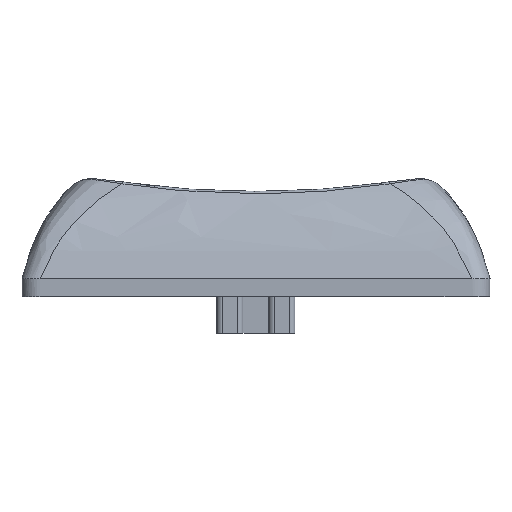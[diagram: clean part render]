
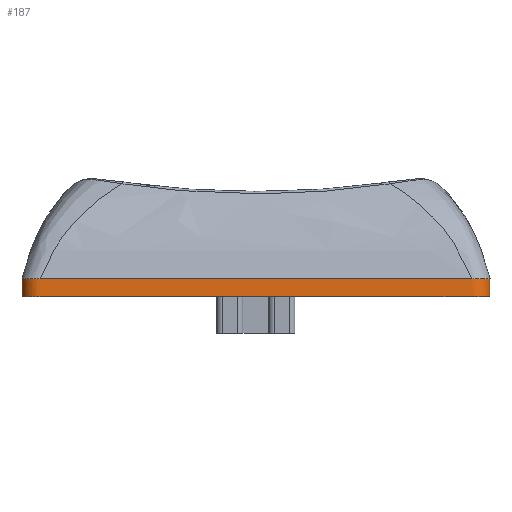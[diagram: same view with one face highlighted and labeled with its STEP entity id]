
A CAD part, left-side view. The second image highlights one B-rep face of the part: STEP entity #187.
In plain terms, the highlighted free-form (B-spline) face has degree [1, 2] with [2, 9] control points.
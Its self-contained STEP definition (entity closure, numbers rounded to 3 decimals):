
#187=ADVANCED_FACE('',(#359),#2594,.T.);
#359=FACE_OUTER_BOUND('',#534,.T.);
#534=EDGE_LOOP('',(#1400,#1401,#1402,#1403,#1404,#1405,#1406));
#1400=ORIENTED_EDGE('',*,*,#1848,.F.);
#1401=ORIENTED_EDGE('',*,*,#1654,.T.);
#1402=ORIENTED_EDGE('',*,*,#1655,.T.);
#1403=ORIENTED_EDGE('',*,*,#1682,.T.);
#1404=ORIENTED_EDGE('',*,*,#1683,.T.);
#1405=ORIENTED_EDGE('',*,*,#1684,.T.);
#1406=ORIENTED_EDGE('',*,*,#1849,.F.);
#1654=EDGE_CURVE('',#2420,#2421,#1949,.T.);
#1655=EDGE_CURVE('',#2421,#2447,#1950,.T.);
#1682=EDGE_CURVE('',#2447,#2448,#1977,.T.);
#1683=EDGE_CURVE('',#2448,#2449,#1978,.T.);
#1684=EDGE_CURVE('',#2449,#2450,#1979,.T.);
#1848=EDGE_CURVE('',#2420,#2562,#2013,.T.);
#1849=EDGE_CURVE('',#2562,#2450,#2014,.T.);
#1949=(
BOUNDED_CURVE()
B_SPLINE_CURVE(1,(#7055,#7056),.UNSPECIFIED.,.F.,.F.)
B_SPLINE_CURVE_WITH_KNOTS((2,2),(0.,0.7),.UNSPECIFIED.)
CURVE()
GEOMETRIC_REPRESENTATION_ITEM()
RATIONAL_B_SPLINE_CURVE((1.,1.))
REPRESENTATION_ITEM('')
);
#1950=(
BOUNDED_CURVE()
B_SPLINE_CURVE(2,(#7057,#7058,#7059),.UNSPECIFIED.,.F.,.F.)
B_SPLINE_CURVE_WITH_KNOTS((3,3),(0.,1.1),.UNSPECIFIED.)
CURVE()
GEOMETRIC_REPRESENTATION_ITEM()
RATIONAL_B_SPLINE_CURVE((1.,0.707,1.))
REPRESENTATION_ITEM('')
);
#1977=(
BOUNDED_CURVE()
B_SPLINE_CURVE(2,(#7266,#7267,#7268),.UNSPECIFIED.,.F.,.F.)
B_SPLINE_CURVE_WITH_KNOTS((3,3),(1.1,17.7),
 .UNSPECIFIED.)
CURVE()
GEOMETRIC_REPRESENTATION_ITEM()
RATIONAL_B_SPLINE_CURVE((1.,1.,1.))
REPRESENTATION_ITEM('')
);
#1978=(
BOUNDED_CURVE()
B_SPLINE_CURVE(2,(#7269,#7270,#7271),.UNSPECIFIED.,.F.,.F.)
B_SPLINE_CURVE_WITH_KNOTS((3,3),(17.7,18.799),
 .UNSPECIFIED.)
CURVE()
GEOMETRIC_REPRESENTATION_ITEM()
RATIONAL_B_SPLINE_CURVE((1.,0.707,1.))
REPRESENTATION_ITEM('')
);
#1979=(
BOUNDED_CURVE()
B_SPLINE_CURVE(2,(#7272,#7273,#7274),.UNSPECIFIED.,.F.,.F.)
B_SPLINE_CURVE_WITH_KNOTS((3,3),(18.799,35.399),
 .UNSPECIFIED.)
CURVE()
GEOMETRIC_REPRESENTATION_ITEM()
RATIONAL_B_SPLINE_CURVE((1.,1.,1.))
REPRESENTATION_ITEM('')
);
#2013=(
BOUNDED_CURVE()
B_SPLINE_CURVE(2,(#8381,#8382,#8383,#8384,#8385,#8386,#8387,#8388,#8389),
 .UNSPECIFIED.,.F.,.F.)
B_SPLINE_CURVE_WITH_KNOTS((3,2,2,2,3),(0.,1.1,17.7,
18.799,35.399),.UNSPECIFIED.)
CURVE()
GEOMETRIC_REPRESENTATION_ITEM()
RATIONAL_B_SPLINE_CURVE((1.,0.707,1.,1.,1.,0.707,
1.,1.,1.))
REPRESENTATION_ITEM('')
);
#2014=(
BOUNDED_CURVE()
B_SPLINE_CURVE(1,(#8390,#8391),.UNSPECIFIED.,.F.,.F.)
B_SPLINE_CURVE_WITH_KNOTS((2,2),(0.,0.7),.UNSPECIFIED.)
CURVE()
GEOMETRIC_REPRESENTATION_ITEM()
RATIONAL_B_SPLINE_CURVE((1.,1.))
REPRESENTATION_ITEM('')
);
#2420=VERTEX_POINT('',#6381);
#2421=VERTEX_POINT('',#6382);
#2447=VERTEX_POINT('',#6408);
#2448=VERTEX_POINT('',#6409);
#2449=VERTEX_POINT('',#6410);
#2450=VERTEX_POINT('',#6411);
#2562=VERTEX_POINT('',#6523);
#2594=(
BOUNDED_SURFACE()
B_SPLINE_SURFACE(1,2,((#6136,#6137,#6138,#6139,#6140,#6141,#6142,#6143,
#6144),(#6145,#6146,#6147,#6148,#6149,#6150,#6151,#6152,#6153)),
 .UNSPECIFIED.,.F.,.F.,.F.)
B_SPLINE_SURFACE_WITH_KNOTS((2,2),(3,2,2,2,3),(0.,0.7),(0.,1.1,
17.7,18.799,35.399),.UNSPECIFIED.)
GEOMETRIC_REPRESENTATION_ITEM()
RATIONAL_B_SPLINE_SURFACE(((1.,0.707,1.,1.,1.,0.707,
1.,1.,1.),(1.,0.707,1.,1.,1.,0.707,1.,1.,1.)))
REPRESENTATION_ITEM('')
SURFACE()
);
#6136=CARTESIAN_POINT('',(136.45,49.,-0.4));
#6137=CARTESIAN_POINT('',(135.75,49.,-0.4));
#6138=CARTESIAN_POINT('',(135.75,49.7,-0.4));
#6139=CARTESIAN_POINT('',(135.75,58.,-0.4));
#6140=CARTESIAN_POINT('',(135.75,66.3,-0.4));
#6141=CARTESIAN_POINT('',(135.75,67.,-0.4));
#6142=CARTESIAN_POINT('',(136.45,67.,-0.4));
#6143=CARTESIAN_POINT('',(144.75,67.,-0.4));
#6144=CARTESIAN_POINT('',(153.05,67.,-0.4));
#6145=CARTESIAN_POINT('',(136.45,49.,0.3));
#6146=CARTESIAN_POINT('',(135.75,49.,0.3));
#6147=CARTESIAN_POINT('',(135.75,49.7,0.3));
#6148=CARTESIAN_POINT('',(135.75,58.,0.3));
#6149=CARTESIAN_POINT('',(135.75,66.3,0.3));
#6150=CARTESIAN_POINT('',(135.75,67.,0.3));
#6151=CARTESIAN_POINT('',(136.45,67.,0.3));
#6152=CARTESIAN_POINT('',(144.75,67.,0.3));
#6153=CARTESIAN_POINT('',(153.05,67.,0.3));
#6381=CARTESIAN_POINT('',(136.45,49.,-0.4));
#6382=CARTESIAN_POINT('',(136.45,49.,0.3));
#6408=CARTESIAN_POINT('',(135.75,49.7,0.3));
#6409=CARTESIAN_POINT('',(135.75,66.3,0.3));
#6410=CARTESIAN_POINT('',(136.45,67.,0.3));
#6411=CARTESIAN_POINT('',(153.05,67.,0.3));
#6523=CARTESIAN_POINT('',(153.05,67.,-0.4));
#7055=CARTESIAN_POINT('',(136.45,49.,-0.4));
#7056=CARTESIAN_POINT('',(136.45,49.,0.3));
#7057=CARTESIAN_POINT('',(136.45,49.,0.3));
#7058=CARTESIAN_POINT('',(135.75,49.,0.3));
#7059=CARTESIAN_POINT('',(135.75,49.7,0.3));
#7266=CARTESIAN_POINT('',(135.75,49.7,0.3));
#7267=CARTESIAN_POINT('',(135.75,58.,0.3));
#7268=CARTESIAN_POINT('',(135.75,66.3,0.3));
#7269=CARTESIAN_POINT('',(135.75,66.3,0.3));
#7270=CARTESIAN_POINT('',(135.75,67.,0.3));
#7271=CARTESIAN_POINT('',(136.45,67.,0.3));
#7272=CARTESIAN_POINT('',(136.45,67.,0.3));
#7273=CARTESIAN_POINT('',(144.75,67.,0.3));
#7274=CARTESIAN_POINT('',(153.05,67.,0.3));
#8381=CARTESIAN_POINT('',(136.45,49.,-0.4));
#8382=CARTESIAN_POINT('',(135.75,49.,-0.4));
#8383=CARTESIAN_POINT('',(135.75,49.7,-0.4));
#8384=CARTESIAN_POINT('',(135.75,58.,-0.4));
#8385=CARTESIAN_POINT('',(135.75,66.3,-0.4));
#8386=CARTESIAN_POINT('',(135.75,67.,-0.4));
#8387=CARTESIAN_POINT('',(136.45,67.,-0.4));
#8388=CARTESIAN_POINT('',(144.75,67.,-0.4));
#8389=CARTESIAN_POINT('',(153.05,67.,-0.4));
#8390=CARTESIAN_POINT('',(153.05,67.,-0.4));
#8391=CARTESIAN_POINT('',(153.05,67.,0.3));
